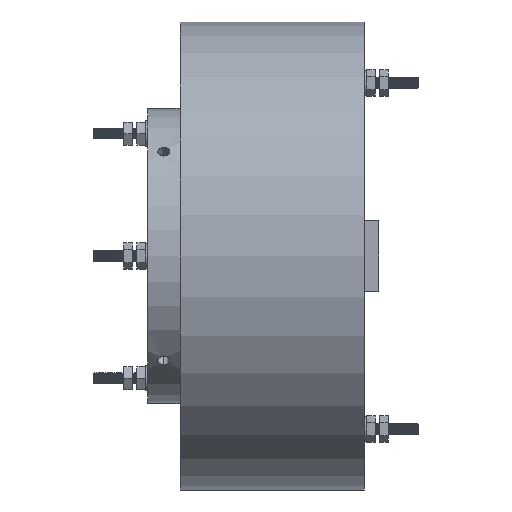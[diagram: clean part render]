
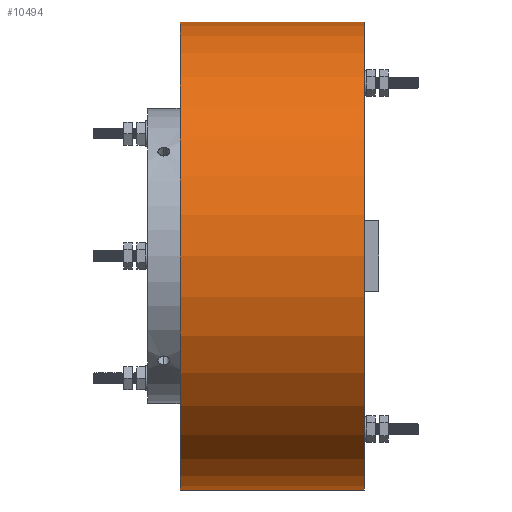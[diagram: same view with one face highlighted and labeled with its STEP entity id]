
A CAD part, front view. The second image highlights one B-rep face of the part: STEP entity #10494.
In plain terms, the highlighted cylindrical face has radius 65 mm (diameter 130 mm), a partial arc.
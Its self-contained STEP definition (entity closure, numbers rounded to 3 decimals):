
#47 = CIRCLE ( 'NONE', #3818, 65. ) ;
#1007 = DIRECTION ( 'NONE',  ( 0., 0., -1. ) ) ;
#1889 = VERTEX_POINT ( 'NONE', #39731 ) ;
#2588 = AXIS2_PLACEMENT_3D ( 'NONE', #43624, #22309, #1007 ) ;
#3108 = ORIENTED_EDGE ( 'NONE', *, *, #33702, .F. ) ;
#3689 = CARTESIAN_POINT ( 'NONE',  ( 60.2, 0., 65. ) ) ;
#3818 = AXIS2_PLACEMENT_3D ( 'NONE', #32104, #10784, #35672 ) ;
#3870 = VECTOR ( 'NONE', #42839, 1000. ) ;
#4503 = VECTOR ( 'NONE', #30768, 1000. ) ;
#5294 = CARTESIAN_POINT ( 'NONE',  ( 60.2, 0., -65. ) ) ;
#6087 = LINE ( 'NONE', #10794, #3870 ) ;
#8534 = VERTEX_POINT ( 'NONE', #5294 ) ;
#9399 = EDGE_CURVE ( 'NONE', #33148, #1889, #6087, .T. ) ;
#10494 = ADVANCED_FACE ( 'NONE', ( #37152 ), #27738, .T. ) ;
#10784 = DIRECTION ( 'NONE',  ( 1., 0., 0. ) ) ;
#10794 = CARTESIAN_POINT ( 'NONE',  ( 60.2, 0., 65. ) ) ;
#11291 = EDGE_CURVE ( 'NONE', #1889, #30464, #36594, .T. ) ;
#11618 = CARTESIAN_POINT ( 'NONE',  ( 60.2, 0., 0. ) ) ;
#15206 = DIRECTION ( 'NONE',  ( 0., 0., 1. ) ) ;
#22309 = DIRECTION ( 'NONE',  ( 1., 0., 0. ) ) ;
#23434 = LINE ( 'NONE', #27179, #4503 ) ;
#27179 = CARTESIAN_POINT ( 'NONE',  ( 60.2, 0., -65. ) ) ;
#27528 = CARTESIAN_POINT ( 'NONE',  ( 9., 0., -65. ) ) ;
#27738 = CYLINDRICAL_SURFACE ( 'NONE', #33821, 65. ) ;
#30464 = VERTEX_POINT ( 'NONE', #27528 ) ;
#30768 = DIRECTION ( 'NONE',  ( -1., 0., 0. ) ) ;
#31873 = ORIENTED_EDGE ( 'NONE', *, *, #9399, .T. ) ;
#32104 = CARTESIAN_POINT ( 'NONE',  ( 60.2, 0., 0. ) ) ;
#32238 = EDGE_CURVE ( 'NONE', #8534, #30464, #23434, .T. ) ;
#33148 = VERTEX_POINT ( 'NONE', #3689 ) ;
#33702 = EDGE_CURVE ( 'NONE', #33148, #8534, #47, .T. ) ;
#33821 = AXIS2_PLACEMENT_3D ( 'NONE', #11618, #36527, #15206 ) ;
#35672 = DIRECTION ( 'NONE',  ( 0., 0., -1. ) ) ;
#36527 = DIRECTION ( 'NONE',  ( -1., 0., 0. ) ) ;
#36594 = CIRCLE ( 'NONE', #2588, 65. ) ;
#37152 = FACE_OUTER_BOUND ( 'NONE', #41300, .T. ) ;
#39731 = CARTESIAN_POINT ( 'NONE',  ( 9., 0., 65. ) ) ;
#40341 = ORIENTED_EDGE ( 'NONE', *, *, #32238, .F. ) ;
#41300 = EDGE_LOOP ( 'NONE', ( #40341, #3108, #31873, #41673 ) ) ;
#41673 = ORIENTED_EDGE ( 'NONE', *, *, #11291, .T. ) ;
#42839 = DIRECTION ( 'NONE',  ( -1., 0., 0. ) ) ;
#43624 = CARTESIAN_POINT ( 'NONE',  ( 9., 0., 0. ) ) ;
